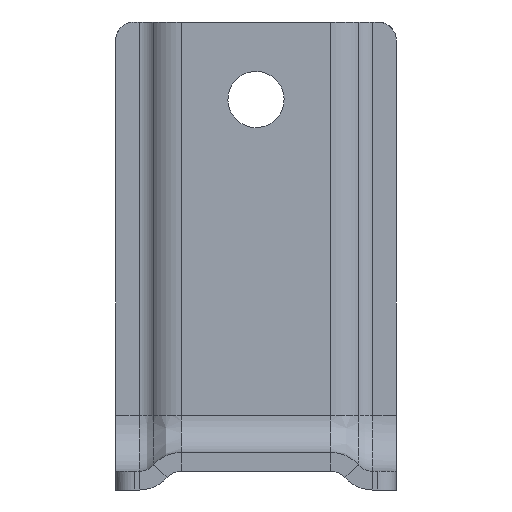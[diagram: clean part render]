
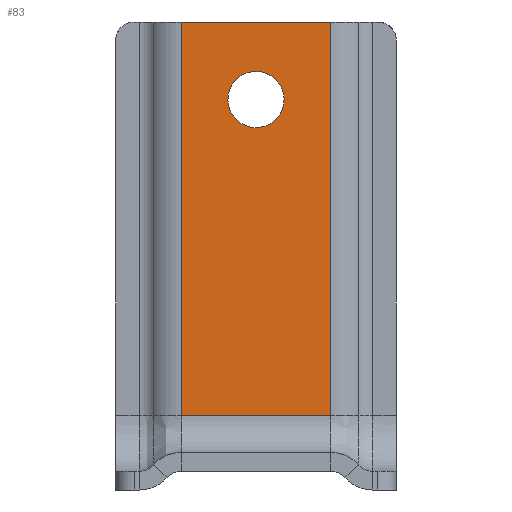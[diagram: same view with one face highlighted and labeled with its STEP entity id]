
A CAD part, left-side view. The second image highlights one B-rep face of the part: STEP entity #83.
In plain terms, the highlighted free-form (B-spline) face has degree [1, 1] with [2, 2] control points.
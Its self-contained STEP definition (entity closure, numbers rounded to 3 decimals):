
#83 = ADVANCED_FACE('',(#84,#114),#144,.F.);
#84 = FACE_BOUND('',#85,.T.);
#85 = EDGE_LOOP('',(#86,#95,#102,#109));
#86 = ORIENTED_EDGE('',*,*,#87,.T.);
#87 = EDGE_CURVE('',#88,#90,#92,.T.);
#88 = VERTEX_POINT('',#89);
#89 = CARTESIAN_POINT('',(-4.243,-8.486,
    53.036));
#90 = VERTEX_POINT('',#91);
#91 = CARTESIAN_POINT('',(-4.243,8.486,53.036
    ));
#92 = B_SPLINE_CURVE_WITH_KNOTS('',1,(#93,#94),.UNSPECIFIED.,.F.,.F.,(2,
    2),(-8.,8.),.PIECEWISE_BEZIER_KNOTS.);
#93 = CARTESIAN_POINT('',(-4.243,-8.486,
    53.036));
#94 = CARTESIAN_POINT('',(-4.243,8.486,53.036
    ));
#95 = ORIENTED_EDGE('',*,*,#96,.T.);
#96 = EDGE_CURVE('',#90,#97,#99,.T.);
#97 = VERTEX_POINT('',#98);
#98 = CARTESIAN_POINT('',(-4.243,8.486,8.486)
  );
#99 = B_SPLINE_CURVE_WITH_KNOTS('',1,(#100,#101),.UNSPECIFIED.,.F.,.F.,(
    2,2),(-21.,21.),.PIECEWISE_BEZIER_KNOTS.);
#100 = CARTESIAN_POINT('',(-4.243,8.486,
    53.036));
#101 = CARTESIAN_POINT('',(-4.243,8.486,8.486
    ));
#102 = ORIENTED_EDGE('',*,*,#103,.F.);
#103 = EDGE_CURVE('',#104,#97,#106,.T.);
#104 = VERTEX_POINT('',#105);
#105 = CARTESIAN_POINT('',(-4.243,-8.486,
    8.486));
#106 = B_SPLINE_CURVE_WITH_KNOTS('',1,(#107,#108),.UNSPECIFIED.,.F.,.F.,
  (2,2),(-8.,8.),.PIECEWISE_BEZIER_KNOTS.);
#107 = CARTESIAN_POINT('',(-4.243,-8.486,
    8.486));
#108 = CARTESIAN_POINT('',(-4.243,8.486,8.486
    ));
#109 = ORIENTED_EDGE('',*,*,#110,.F.);
#110 = EDGE_CURVE('',#88,#104,#111,.T.);
#111 = B_SPLINE_CURVE_WITH_KNOTS('',1,(#112,#113),.UNSPECIFIED.,.F.,.F.,
  (2,2),(-21.,21.),.PIECEWISE_BEZIER_KNOTS.);
#112 = CARTESIAN_POINT('',(-4.243,-8.486,
    53.036));
#113 = CARTESIAN_POINT('',(-4.243,-8.486,
    8.486));
#114 = FACE_BOUND('',#115,.T.);
#115 = EDGE_LOOP('',(#116,#132));
#116 = ORIENTED_EDGE('',*,*,#117,.T.);
#117 = EDGE_CURVE('',#118,#120,#122,.T.);
#118 = VERTEX_POINT('',#119);
#119 = CARTESIAN_POINT('',(-4.243,-3.182,
    44.25));
#120 = VERTEX_POINT('',#121);
#121 = CARTESIAN_POINT('',(-4.243,3.182,
    44.25));
#122 = B_SPLINE_CURVE_WITH_KNOTS('',5,(#123,#124,#125,#126,#127,#128,
    #129,#130,#131),.UNSPECIFIED.,.F.,.F.,(6,3,6),(14.137,
    18.85,23.562),.UNSPECIFIED.);
#123 = CARTESIAN_POINT('',(-4.243,-3.182,
    44.25));
#124 = CARTESIAN_POINT('',(-4.243,-3.182,
    43.251));
#125 = CARTESIAN_POINT('',(-4.243,-2.79,
    42.251));
#126 = CARTESIAN_POINT('',(-4.243,-1.999,
    41.461));
#127 = CARTESIAN_POINT('',(-4.243,0.,
    40.675));
#128 = CARTESIAN_POINT('',(-4.243,1.999,
    41.461));
#129 = CARTESIAN_POINT('',(-4.243,2.79,
    42.251));
#130 = CARTESIAN_POINT('',(-4.243,3.182,
    43.251));
#131 = CARTESIAN_POINT('',(-4.243,3.182,
    44.25));
#132 = ORIENTED_EDGE('',*,*,#133,.T.);
#133 = EDGE_CURVE('',#120,#118,#134,.T.);
#134 = B_SPLINE_CURVE_WITH_KNOTS('',5,(#135,#136,#137,#138,#139,#140,
    #141,#142,#143),.UNSPECIFIED.,.F.,.F.,(6,3,6),(4.712,
    9.425,14.137),.UNSPECIFIED.);
#135 = CARTESIAN_POINT('',(-4.243,3.182,
    44.25));
#136 = CARTESIAN_POINT('',(-4.243,3.182,
    45.25));
#137 = CARTESIAN_POINT('',(-4.243,2.79,
    46.25));
#138 = CARTESIAN_POINT('',(-4.243,1.999,
    47.04));
#139 = CARTESIAN_POINT('',(-4.243,0.,
    47.825));
#140 = CARTESIAN_POINT('',(-4.243,-1.999,
    47.04));
#141 = CARTESIAN_POINT('',(-4.243,-2.79,
    46.25));
#142 = CARTESIAN_POINT('',(-4.243,-3.182,
    45.25));
#143 = CARTESIAN_POINT('',(-4.243,-3.182,
    44.25));
#144 = B_SPLINE_SURFACE_WITH_KNOTS('',1,1,(
    (#145,#146)
    ,(#147,#148
    )),.UNSPECIFIED.,.F.,.F.,.F.,(2,2),(2,2),(0.,42.),(-8.,8.),
  .PIECEWISE_BEZIER_KNOTS.);
#145 = CARTESIAN_POINT('',(-4.243,-8.486,
    53.036));
#146 = CARTESIAN_POINT('',(-4.243,8.486,
    53.036));
#147 = CARTESIAN_POINT('',(-4.243,-8.486,
    8.486));
#148 = CARTESIAN_POINT('',(-4.243,8.486,8.486
    ));
